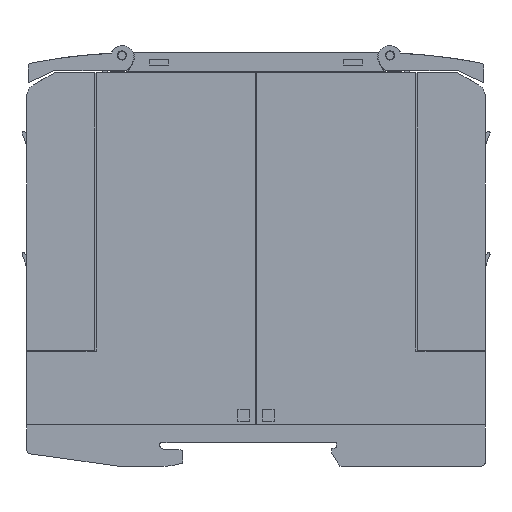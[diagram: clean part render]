
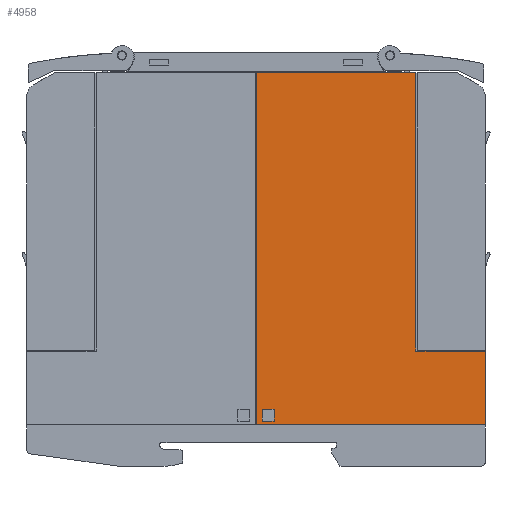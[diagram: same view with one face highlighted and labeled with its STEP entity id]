
A CAD part, left-side view. The second image highlights one B-rep face of the part: STEP entity #4958.
In plain terms, the highlighted planar face has unit normal (-1, 0, 0).
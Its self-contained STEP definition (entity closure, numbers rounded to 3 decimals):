
#4958=ADVANCED_FACE('',(#10100,#10101),#10102,.T.);
#10100=FACE_OUTER_BOUND('',#15314,.T.);
#10101=FACE_BOUND('',#15315,.T.);
#10102=PLANE('',#15316);
#15314=EDGE_LOOP('',(#31110,#31111,#31112,#31113,#31114,#31115));
#15315=EDGE_LOOP('',(#31116,#31117,#31118,#31119));
#15316=AXIS2_PLACEMENT_3D('',#31120,#31121,#31122);
#31110=ORIENTED_EDGE('',*,*,#32339,.T.);
#31111=ORIENTED_EDGE('',*,*,#37976,.T.);
#31112=ORIENTED_EDGE('',*,*,#37984,.T.);
#31113=ORIENTED_EDGE('',*,*,#37964,.F.);
#31114=ORIENTED_EDGE('',*,*,#37985,.T.);
#31115=ORIENTED_EDGE('',*,*,#37980,.T.);
#31116=ORIENTED_EDGE('',*,*,#37974,.T.);
#31117=ORIENTED_EDGE('',*,*,#37950,.T.);
#31118=ORIENTED_EDGE('',*,*,#37958,.T.);
#31119=ORIENTED_EDGE('',*,*,#37971,.T.);
#31120=CARTESIAN_POINT('',(0.0,25.98,9.001));
#31121=DIRECTION('',(-1.0,0.0,0.0));
#31122=DIRECTION('',(0.0,1.0,0.0));
#32339=EDGE_CURVE('',#39083,#39087,#39089,.T.);
#37950=EDGE_CURVE('',#47425,#47423,#47426,.T.);
#37958=EDGE_CURVE('',#47423,#47434,#47436,.T.);
#37964=EDGE_CURVE('',#47445,#47447,#47448,.T.);
#37971=EDGE_CURVE('',#47434,#47457,#47459,.T.);
#37974=EDGE_CURVE('',#47457,#47425,#47462,.T.);
#37976=EDGE_CURVE('',#39087,#47464,#47465,.T.);
#37980=EDGE_CURVE('',#47470,#39083,#47471,.T.);
#37984=EDGE_CURVE('',#47464,#47447,#47476,.T.);
#37985=EDGE_CURVE('',#47445,#47470,#47477,.T.);
#39083=VERTEX_POINT('',#49159);
#39087=VERTEX_POINT('',#49165);
#39089=LINE('',#49168,#49169);
#47423=VERTEX_POINT('',#61493);
#47425=VERTEX_POINT('',#61496);
#47426=LINE('',#61497,#61498);
#47434=VERTEX_POINT('',#61510);
#47436=LINE('',#61513,#61514);
#47445=VERTEX_POINT('',#61526);
#47447=VERTEX_POINT('',#61529);
#47448=LINE('',#61530,#61531);
#47457=VERTEX_POINT('',#61544);
#47459=LINE('',#61547,#61548);
#47462=LINE('',#61552,#61553);
#47464=VERTEX_POINT('',#61555);
#47465=LINE('',#61556,#61557);
#47470=VERTEX_POINT('',#61564);
#47471=LINE('',#61565,#61566);
#47476=LINE('',#61573,#61574);
#47477=LINE('',#61575,#61576);
#49159=CARTESIAN_POINT('',(0.0,1.03,25.101));
#49165=CARTESIAN_POINT('',(0.0,16.13,25.101));
#49168=CARTESIAN_POINT('',(0.0,17.255,25.101));
#49169=VECTOR('',#62597,1.0);
#61493=CARTESIAN_POINT('',(0.0,47.03,12.401));
#61496=CARTESIAN_POINT('',(0.0,49.63,12.401));
#61497=CARTESIAN_POINT('',(0.0,37.155,12.401));
#61498=VECTOR('',#67771,1.0);
#61510=CARTESIAN_POINT('',(0.0,47.03,9.801));
#61513=CARTESIAN_POINT('',(0.0,47.03,10.051));
#61514=VECTOR('',#67777,1.0);
#61526=CARTESIAN_POINT('',(0.0,50.93,9.001));
#61529=CARTESIAN_POINT('',(0.0,50.93,85.801));
#61530=CARTESIAN_POINT('',(0.0,50.93,9.001));
#61531=VECTOR('',#67782,1.0);
#61544=CARTESIAN_POINT('',(0.0,49.63,9.801));
#61547=CARTESIAN_POINT('',(0.0,37.155,9.801));
#61548=VECTOR('',#67788,1.0);
#61552=CARTESIAN_POINT('',(0.0,49.63,10.051));
#61553=VECTOR('',#67790,1.0);
#61555=CARTESIAN_POINT('',(0.0,16.13,85.801));
#61556=CARTESIAN_POINT('',(0.0,16.13,32.226));
#61557=VECTOR('',#67791,1.0);
#61564=CARTESIAN_POINT('',(0.0,1.03,9.001));
#61565=CARTESIAN_POINT('',(0.0,1.03,9.001));
#61566=VECTOR('',#67794,1.0);
#61573=CARTESIAN_POINT('',(0.0,50.93,85.801));
#61574=VECTOR('',#67797,1.0);
#61575=CARTESIAN_POINT('',(0.0,50.93,9.001));
#61576=VECTOR('',#67798,1.0);
#62597=DIRECTION('',(0.0,1.0,0.0));
#67771=DIRECTION('',(0.0,-1.0,0.0));
#67777=DIRECTION('',(0.0,0.0,-1.0));
#67782=DIRECTION('',(0.0,0.0,1.0));
#67788=DIRECTION('',(0.0,1.0,0.0));
#67790=DIRECTION('',(0.0,-0.0,1.0));
#67791=DIRECTION('',(0.0,-0.0,1.0));
#67794=DIRECTION('',(0.0,0.0,1.0));
#67797=DIRECTION('',(0.0,1.0,0.0));
#67798=DIRECTION('',(0.0,-1.0,0.0));
